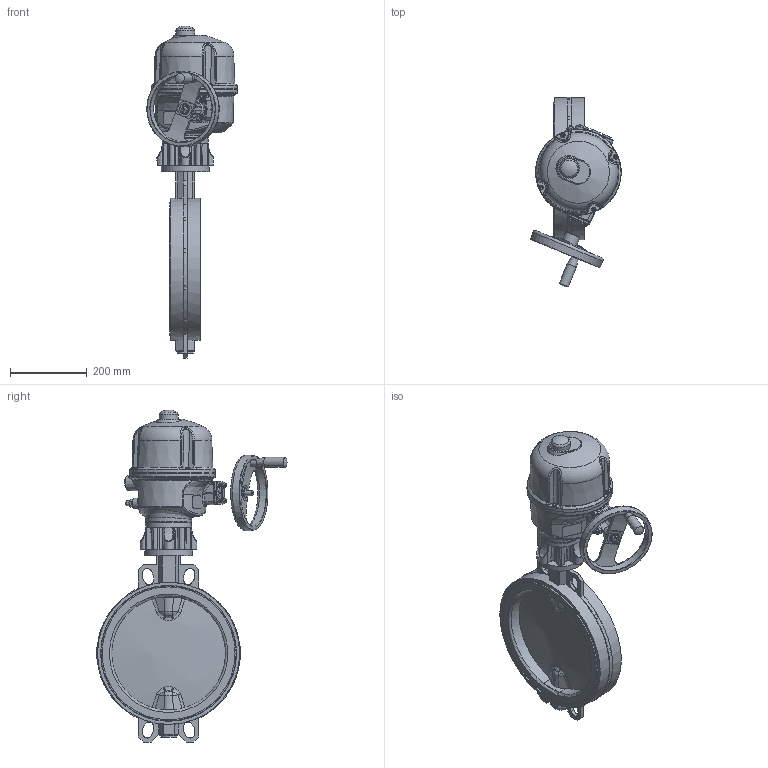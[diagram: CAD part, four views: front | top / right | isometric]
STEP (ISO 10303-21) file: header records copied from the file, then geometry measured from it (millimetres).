
FILE_DESCRIPTION(/* description */ (''),/* implementation_level */ '2;1');
FILE_NAME(/* name */ 'AT2313B300-AQ80.step',/* time_stamp */ '2025-07-11T14:56:13+02:00',/* author */ (''),/* organization */ (''),/* preprocessor_version */ 'ST-DEVELOPER v20.1',/* originating_system */ 'Autodesk Translation Framework v14.10.0.0',/* authorisation */ '');
FILE_SCHEMA (('AUTOMOTIVE_DESIGN { 1 0 10303 214 3 1 1 }'));
Products named in the file (3): AT2313B300-AQ80; EVCS-i DN300 PN16 F10-L22; CD_02075_FR_EN
Assembly tree (2 placements, depth 2):
  AT2313B300-AQ80
    EVCS-i DN300 PN16 F10-L22
    CD_02075_FR_EN
Bounding box: 236.32 x 496.1 x 866.75 mm (x, y, z)
Volume: 4909834.2 mm3; surface area: 834901.6 mm2
Topology: 1 solids, 39 shells, 1250 faces, 3706 edges, 2481 vertices
Faces by surface type: plane 491, bspline 329, cylinder 222, torus 120, cone 81, sphere 7
Full cylindrical faces by diameter (mm): 3.3 x1, 6.6 x4, 8.5 x4, 10 x5, 10.2 x4, 11 x4, 12 x14, 14 x1, 25.5 x1, 28 x1, 40 x2, 42 x1, 46 x1, 50 x1, 66 x1, 67 x1, 70 x1, 85 x1, 117 x1, 125 x1, 297.1 x1, 347 x2, 355 x2, 371 x2
Entity records: 72631 total; most frequent: CARTESIAN_POINT 40238, ORIENTED_EDGE 6615, DIRECTION 5845, EDGE_CURVE 3691, VERTEX_POINT 2481, AXIS2_PLACEMENT_3D 2154, LINE 1537, VECTOR 1537
